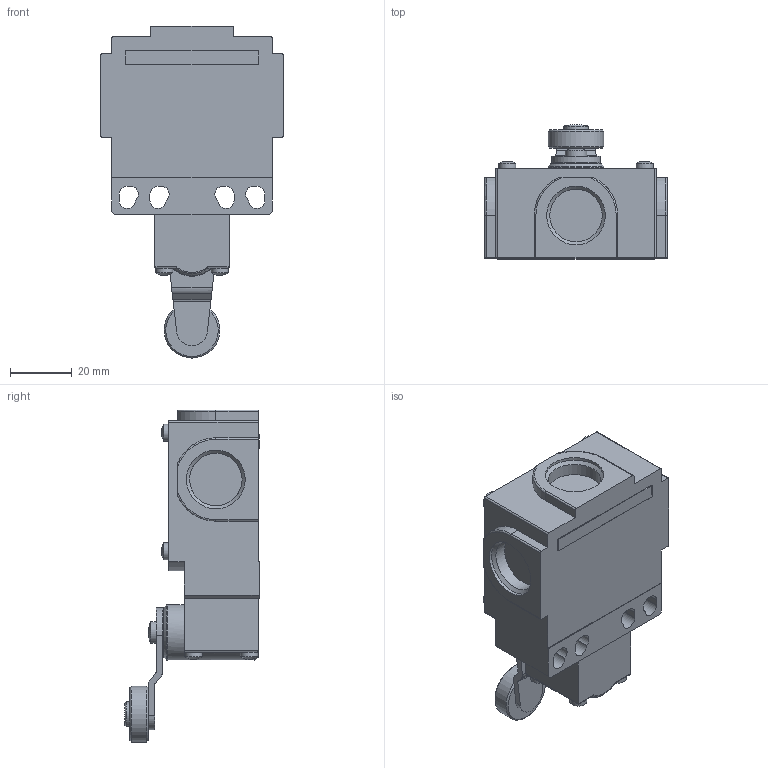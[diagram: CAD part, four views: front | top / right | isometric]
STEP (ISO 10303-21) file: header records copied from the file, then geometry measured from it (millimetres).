
FILE_DESCRIPTION (( 'STEP AP214' ), '1' );
FILE_NAME ('ADM2F43Z11.STEP', '2023-04-28T09:53:48', ( '' ), ( '' ), 'SwSTEP 2.0', 'SolidWorks 2021', '' );
FILE_SCHEMA (( 'AUTOMOTIVE_DESIGN' ));
Length unit declared in the file: inch
Products named in the file (1): ADM2F43Z11
Bounding box: 59 x 43.45 x 107.5 mm (x, y, z)
Volume: 98555.7 mm3; surface area: 20091.8 mm2
Topology: 1 solids, 5 shells, 190 faces, 461 edges, 297 vertices
Faces by surface type: plane 92, cylinder 71, bspline 19, cone 8
Full cylindrical faces by diameter (mm): 5.5 x4, 5.6 x4, 6 x2, 7 x1, 8 x1, 13.5 x1, 14.9 x1, 17 x3, 18 x2, 19 x3
Entity records: 5644 total; most frequent: CARTESIAN_POINT 1386, DIRECTION 868, ORIENTED_EDGE 836, EDGE_CURVE 418, AXIS2_PLACEMENT_3D 318, VERTEX_POINT 285, EDGE_LOOP 245, LINE 232
